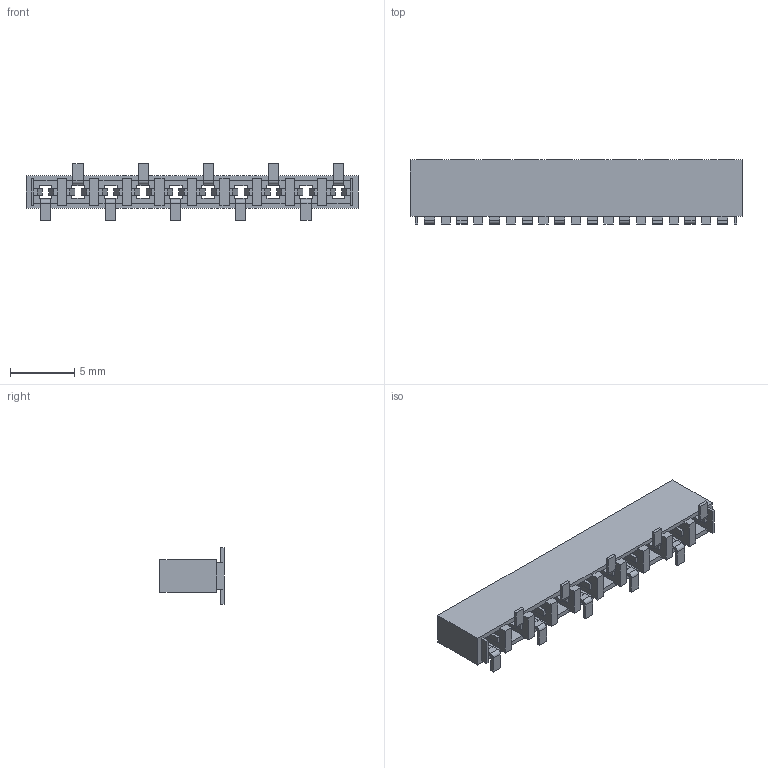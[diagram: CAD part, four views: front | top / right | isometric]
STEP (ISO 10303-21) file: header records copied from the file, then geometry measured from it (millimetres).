
FILE_DESCRIPTION (( 'STEP AP214' ), '1' );
FILE_NAME ('BG125-10-A-1-1-0440-N-D.STEP', '2018-01-31T14:44:34', ( '' ), ( '' ), 'SwSTEP 2.0', 'SolidWorks 2018', '' );
FILE_SCHEMA (( 'AUTOMOTIVE_DESIGN' ));
Length unit declared in the file: millimetre
Products named in the file (1): BG125-10-A-1-1-0440-N-D
Bounding box: 25.9 x 5 x 4.4 mm (x, y, z)
Volume: 177.9 mm3; surface area: 901.1 mm2
Topology: 11 solids, 11 shells, 491 faces, 1304 edges, 856 vertices
Faces by surface type: plane 471, cylinder 20
Entity records: 15062 total; most frequent: CARTESIAN_POINT 2652, ORIENTED_EDGE 2608, DIRECTION 2328, EDGE_CURVE 1304, LINE 1264, VECTOR 1264, VERTEX_POINT 856, AXIS2_PLACEMENT_3D 532
